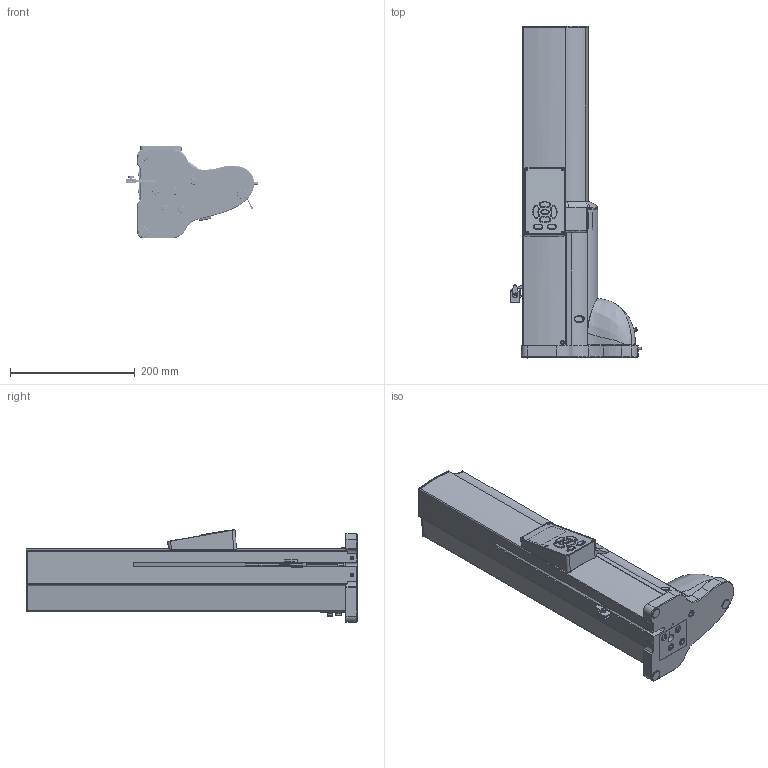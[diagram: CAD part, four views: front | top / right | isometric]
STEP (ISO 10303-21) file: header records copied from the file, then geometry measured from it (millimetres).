
FILE_DESCRIPTION((''),'2;1');
FILE_NAME('HI_CAL_300_3D_CLIENT','2022-11-22T11:17:32',('mha'),('Sylvac SA'),'CREO PARAMETRIC BY PTC INC, 2022244','CREO PARAMETRIC BY PTC INC, 2022244','');
FILE_SCHEMA(('CONFIG_CONTROL_DESIGN'));
Products named in the file (1): HI_CAL_300_3D_CLIENT
Bounding box: 210.35 x 531 x 148.35 mm (x, y, z)
Volume: 935527.4 mm3; surface area: 646998.6 mm2
Topology: 14 solids, 14 shells, 6804 faces, 18581 edges, 11747 vertices
Faces by surface type: plane 3925, cylinder 1921, bspline 326, cone 277, sphere 197, torus 128, extrusion 30
Entity records: 282998 total; most frequent: CARTESIAN_POINT 112000, ORIENTED_EDGE 36802, DIRECTION 33943, EDGE_CURVE 18401, VECTOR 12445, LINE 12415, VERTEX_POINT 11746, AXIS2_PLACEMENT_3D 10749
